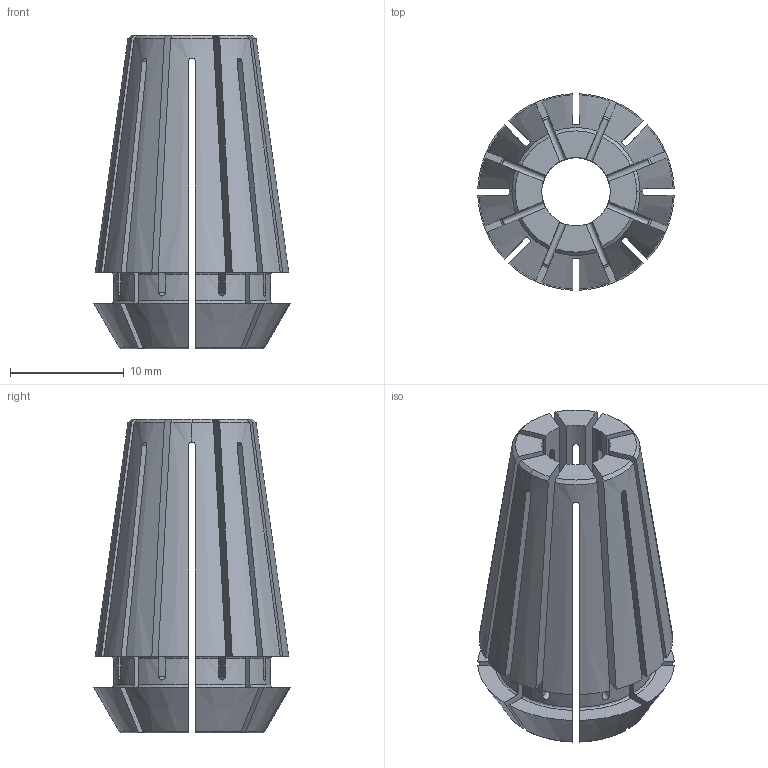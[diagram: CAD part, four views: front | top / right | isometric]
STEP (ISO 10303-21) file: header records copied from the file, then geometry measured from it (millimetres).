
FILE_DESCRIPTION(('HOOPS Exchange Step'),'2;1');
FILE_NAME('export-06D48C05-312A-4F72-9F77-922BA0FC0EBF.stp','2023-01-21T16:25:23+01:00',('Engineering'),('Alibre'),'HOOPS Exchange 2021.0','Alibre','Unknown authorisation');
FILE_SCHEMA( ('AP242_MANAGED_MODEL_BASED_3D_ENGINEERING_MIM_LF {1 0 10303 442 1 1 4 }') );
Length unit declared in the file: millimetre
Products named in the file (1): 6226 Single MR 16 Collet 6.00mm micRun Swiss Quality
Bounding box: 17.24 x 17.24 x 27.5 mm (x, y, z)
Volume: 2662.1 mm3; surface area: 4787.4 mm2
Topology: 1 solids, 1 shells, 158 faces, 472 edges, 314 vertices
Faces by surface type: plane 72, torus 32, cone 28, cylinder 26
Entity records: 5569 total; most frequent: CARTESIAN_POINT 1474, ORIENTED_EDGE 944, DIRECTION 754, EDGE_CURVE 472, VERTEX_POINT 314, AXIS2_PLACEMENT_3D 286, VECTOR 182, LINE 182
